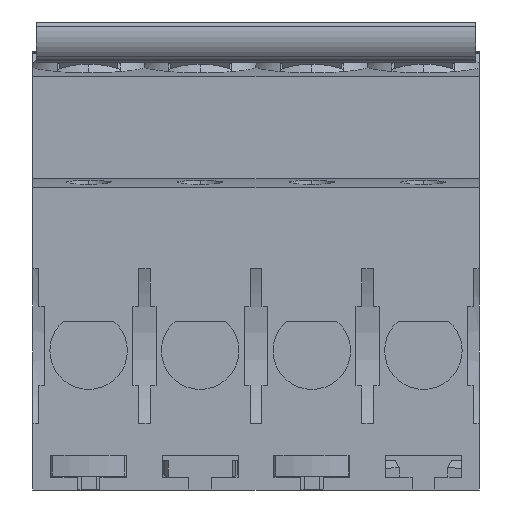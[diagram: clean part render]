
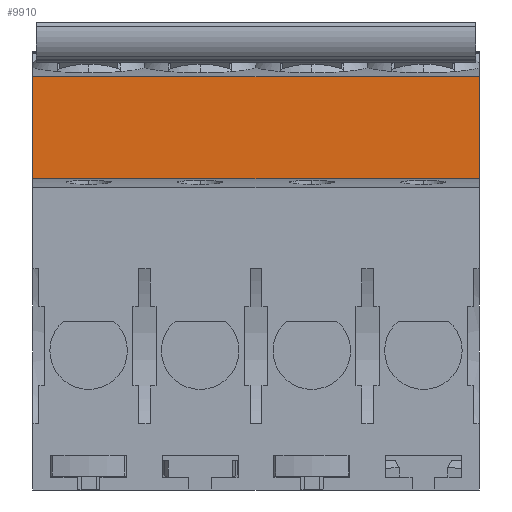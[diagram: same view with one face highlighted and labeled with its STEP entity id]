
A CAD part, front view. The second image highlights one B-rep face of the part: STEP entity #9910.
In plain terms, the highlighted planar face has unit normal (0, -1, 0).
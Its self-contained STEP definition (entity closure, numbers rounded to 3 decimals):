
#98=DIRECTION('',(0.,0.,-1.));
#99=VECTOR('',#98,16.135);
#100=CARTESIAN_POINT('',(-8.85,-21.518,27.818));
#101=LINE('',#100,#99);
#1545=DIRECTION('',(1.,0.,0.));
#1546=VECTOR('',#1545,70.8);
#1547=CARTESIAN_POINT('',(-8.85,-21.518,11.683));
#1548=LINE('',#1547,#1546);
#1549=DIRECTION('',(0.,0.,-1.));
#1550=VECTOR('',#1549,16.135);
#1551=CARTESIAN_POINT('',(61.95,-21.518,27.818));
#1552=LINE('',#1551,#1550);
#1745=DIRECTION('',(-1.,0.,0.));
#1746=VECTOR('',#1745,70.8);
#1747=CARTESIAN_POINT('',(61.95,-21.518,27.818));
#1748=LINE('',#1747,#1746);
#6316=CARTESIAN_POINT('',(-8.85,-21.518,11.683));
#6318=VERTEX_POINT('',#6316);
#6530=CARTESIAN_POINT('',(-8.85,-21.518,27.818));
#6531=VERTEX_POINT('',#6530);
#7500=CARTESIAN_POINT('',(61.95,-21.518,11.683));
#7502=VERTEX_POINT('',#7500);
#8010=CARTESIAN_POINT('',(61.95,-21.518,27.818));
#8011=VERTEX_POINT('',#8010);
#9898=CARTESIAN_POINT('',(-8.85,-21.518,27.813));
#9899=DIRECTION('',(0.,-1.,0.));
#9900=DIRECTION('',(0.,0.,-1.));
#9901=AXIS2_PLACEMENT_3D('',#9898,#9899,#9900);
#9902=PLANE('',#9901);
#9904=ORIENTED_EDGE('',*,*,#9903,.F.);
#9905=ORIENTED_EDGE('',*,*,#9063,.T.);
#9906=ORIENTED_EDGE('',*,*,#9890,.F.);
#9907=ORIENTED_EDGE('',*,*,#8219,.F.);
#9908=EDGE_LOOP('',(#9904,#9905,#9906,#9907));
#9909=FACE_OUTER_BOUND('',#9908,.F.);
#9910=ADVANCED_FACE('',(#9909),#9902,.T.);
#8219=EDGE_CURVE('',#6531,#6318,#101,.T.);
#9063=EDGE_CURVE('',#8011,#7502,#1552,.T.);
#9890=EDGE_CURVE('',#6318,#7502,#1548,.T.);
#9903=EDGE_CURVE('',#8011,#6531,#1748,.T.);
